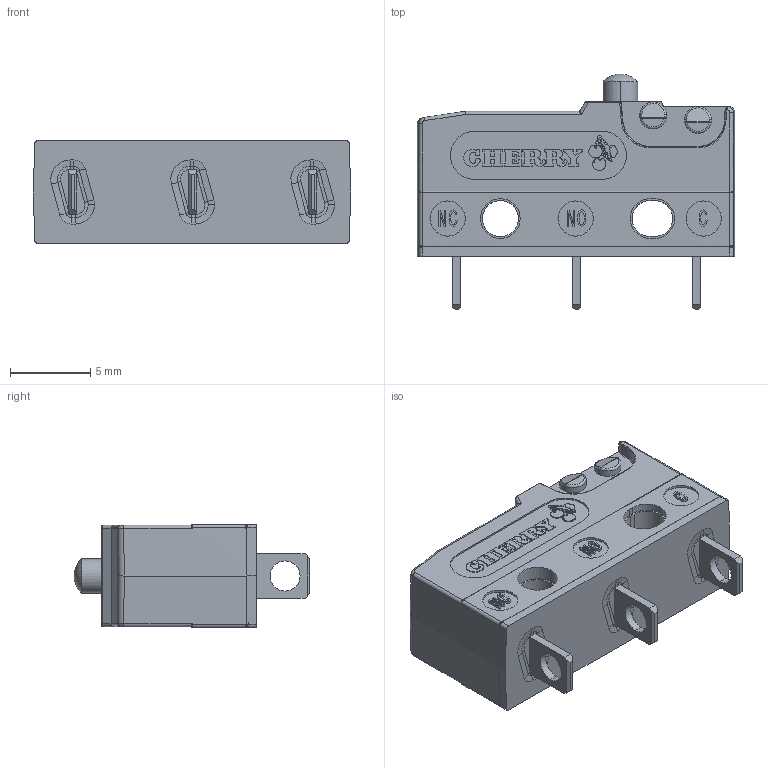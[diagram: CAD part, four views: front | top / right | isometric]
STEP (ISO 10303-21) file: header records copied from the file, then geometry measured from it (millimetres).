
FILE_DESCRIPTION (( 'STEP AP214' ), '1' );
FILE_NAME ('Z Switch.step', '2019-11-11T12:32:34', ( '' ), ( '' ), 'SwSTEP 2.0', 'SolidWorks 2019', '' );
FILE_SCHEMA (( 'AUTOMOTIVE_DESIGN' ));
Length unit declared in the file: millimetre
Products named in the file (1): Z Switch
Bounding box: 19.85 x 14.73 x 6.45 mm (x, y, z)
Surface area: 1052.1 mm2 (no closed solid volume)
Topology: 0 solids, 3 shells, 939 faces, 2563 edges, 1660 vertices
Faces by surface type: plane 545, cylinder 264, bspline 75, torus 26, cone 15, sphere 14
Entity records: 32558 total; most frequent: CARTESIAN_POINT 8444, ORIENTED_EDGE 5052, DIRECTION 4322, EDGE_CURVE 2531, VERTEX_POINT 1647, LINE 1530, VECTOR 1530, AXIS2_PLACEMENT_3D 1396
